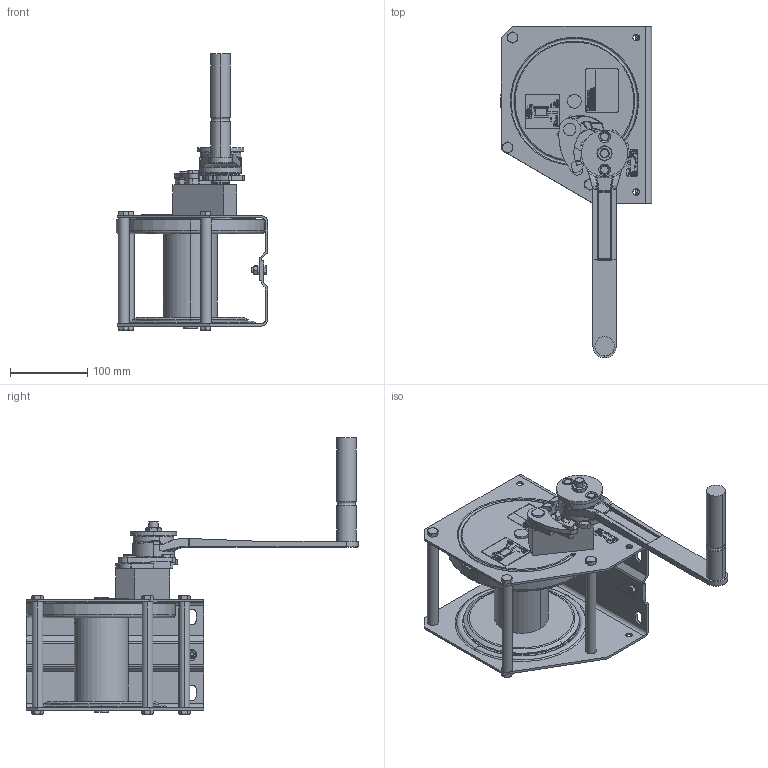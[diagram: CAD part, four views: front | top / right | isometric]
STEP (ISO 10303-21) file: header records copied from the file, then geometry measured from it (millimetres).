
FILE_DESCRIPTION(('Creo Elements/Direct Modeling STEP Export'),'2;1');
FILE_NAME('205405.stp','2022-04-25T14:15:46',(''),(''),'Creo Elements/Direct Modeling STEP processor for AP214 (Solid Model)','Creo Elements/Direct Modeling 20.1C 13-Oct-2019 (C) Parametric Technology GmbH','');
FILE_SCHEMA(('AUTOMOTIVE_DESIGN { 1 0 10303 214 1 1 1 1 }'));
Length unit declared in the file: millimetre
Products named in the file (3): Sicherheitskurbel_115797; Seilwinde; Seilwinde_205405
Assembly tree (2 placements, depth 2):
  Seilwinde_205405
    Seilwinde
    Sicherheitskurbel_115797
Bounding box: 196 x 430.05 x 357.86 mm (x, y, z)
Volume: 1507970.4 mm3; surface area: 469376.8 mm2
Topology: 2 solids, 17 shells, 1411 faces, 8065 edges, 6942 vertices
Faces by surface type: plane 537, cylinder 499, cone 207, bspline 95, torus 61, sphere 6, extrusion 6
Entity records: 109135 total; most frequent: CARTESIAN_POINT 44865, ORIENTED_EDGE 16076, DIRECTION 9722, EDGE_CURVE 8038, VERTEX_POINT 6942, VECTOR 6092, LINE 6086, AXIS2_PLACEMENT_3D 1815
